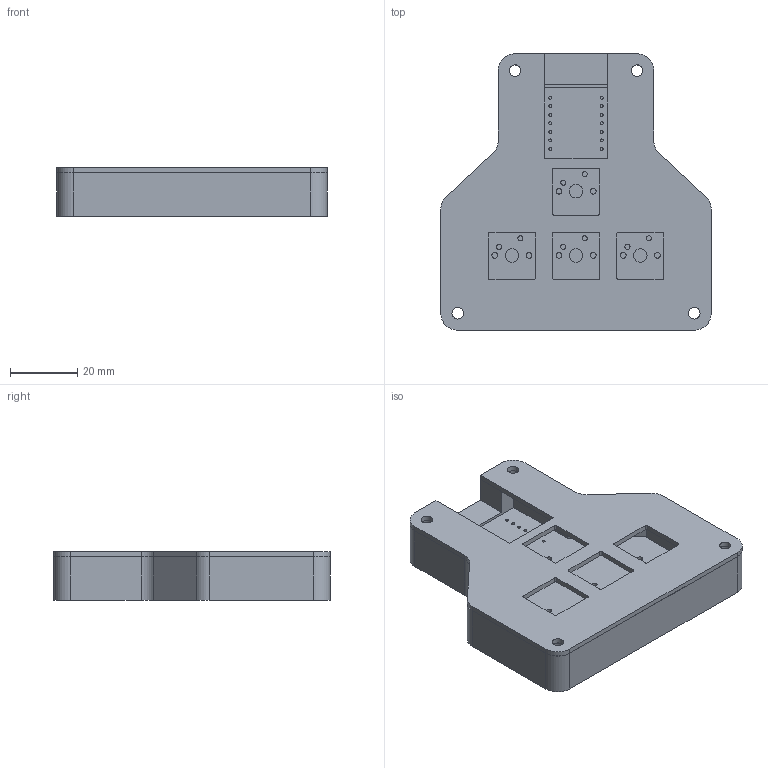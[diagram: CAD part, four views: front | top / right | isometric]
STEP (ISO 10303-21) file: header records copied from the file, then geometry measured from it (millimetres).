
FILE_DESCRIPTION(/* description */ ('STEP AP242','CAx-IF Rec.Pracs.---Representation and Presentation of Product Manufacturing Information (PMI)---4.0---2014-10-13','CAx-IF Rec.Pracs.---3D Tessellated Geometry---0.4---2014-09-14','2;1'),/* implementation_level */ '2;1');
FILE_NAME(/* name */ '6857bf10ce292b29df9811d6',/* time_stamp */ '2025-06-22T08:30:08Z',/* author */ (''),/* organization */ (''),/* preprocessor_version */ 'ST-DEVELOPER v20',/* originating_system */ 'ONSHAPE BY PTC INC, 1.199',/* authorisation */ ' ');
FILE_SCHEMA (('AP242_MANAGED_MODEL_BASED_3D_ENGINEERING_MIM_LF { 1 0 10303 442 1 1 4 }'));
Length unit declared in the file: metre
Products named in the file (4): Assembly 1; hakpad_PCB; Part 1
Assembly tree (3 placements, depth 2):
  Assembly 1
    hakpad_PCB
    Part 1
    Part 1
Bounding box: 80.21 x 82 x 14.52 mm (x, y, z)
Volume: 48005 mm3; surface area: 32066.2 mm2
Topology: 3 solids, 3 shells, 326 faces, 909 edges, 606 vertices
Faces by surface type: cylinder 163, plane 163
Full cylindrical faces by diameter (mm): 0.889 x14, 1.5 x8, 1.7 x8, 3.4 x8, 4 x4, 6 x4
Entity records: 10607 total; most frequent: DIRECTION 1849, CARTESIAN_POINT 1799, ORIENTED_EDGE 1726, EDGE_CURVE 863, AXIS2_PLACEMENT_3D 656, VERTEX_POINT 606, LINE 537, VECTOR 537
